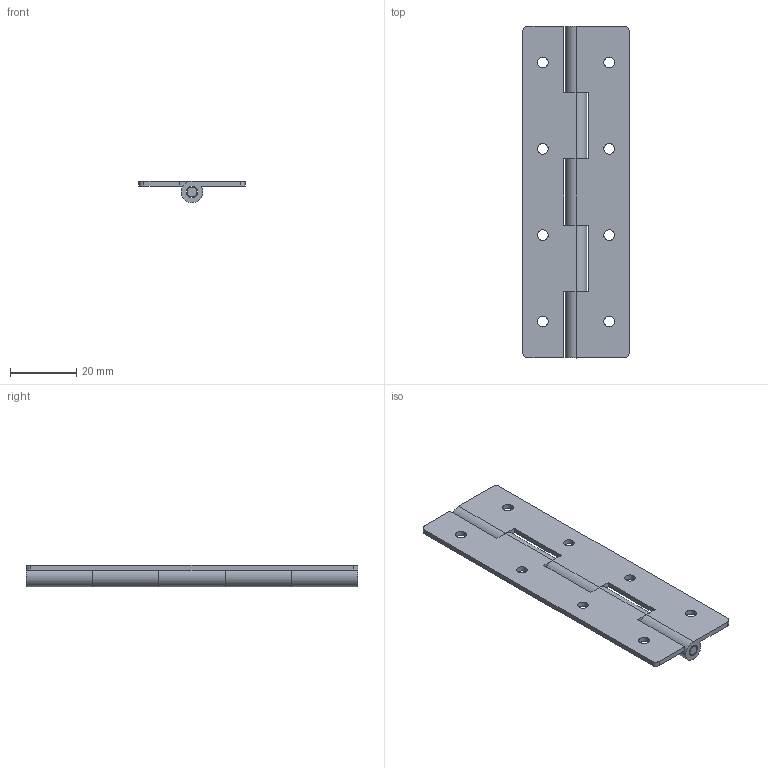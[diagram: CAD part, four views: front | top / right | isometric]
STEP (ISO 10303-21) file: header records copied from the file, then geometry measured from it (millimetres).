
FILE_DESCRIPTION (( 'STEP AP203' ), '1' );
FILE_NAME ('B-1027-19.STEP', '2008-11-21T06:39:56', ( ' ' ), ( ' ' ), 'SwSTEP 2.0', 'SolidWorks 2007', '' );
FILE_SCHEMA (( 'CONFIG_CONTROL_DESIGN' ));
Length unit declared in the file: millimetre
Products named in the file (4): B-1027-B-1僸儞僕B_棉太倌; B-1027-19僔儍僼僩_棉太倌; B-1027-19僸儞僕A_棉太倌; B-1027-19
Assembly tree (3 placements, depth 2):
  B-1027-19
    B-1027-19僸儞僕A_棉太倌
    B-1027-B-1僸儞僕B_棉太倌
    B-1027-19僔儍僼僩_棉太倌
Bounding box: 32 x 100 x 6.5 mm (x, y, z)
Volume: 6919 mm3; surface area: 9928.8 mm2
Topology: 3 solids, 3 shells, 67 faces, 183 edges, 122 vertices
Faces by surface type: cylinder 42, plane 25
Entity records: 2627 total; most frequent: DIRECTION 413, CARTESIAN_POINT 378, ORIENTED_EDGE 366, EDGE_CURVE 183, AXIS2_PLACEMENT_3D 157, VERTEX_POINT 122, VECTOR 99, LINE 99
